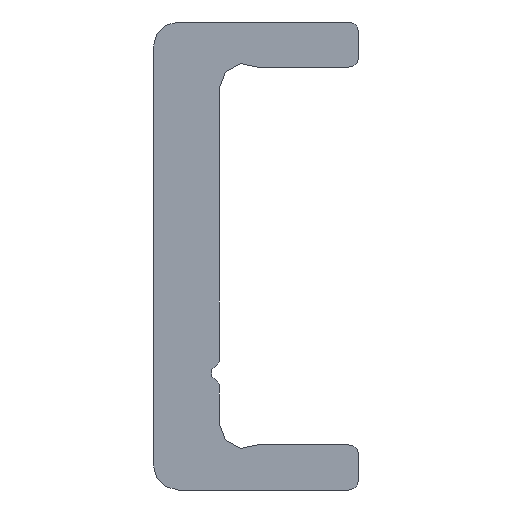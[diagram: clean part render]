
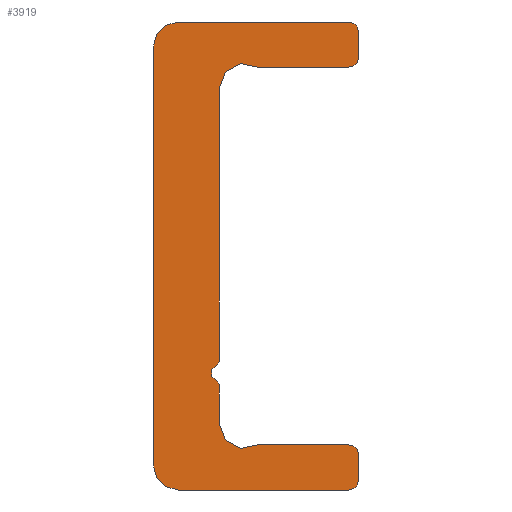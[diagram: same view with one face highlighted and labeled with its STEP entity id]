
A CAD part, left-side view. The second image highlights one B-rep face of the part: STEP entity #3919.
In plain terms, the highlighted planar face has unit normal (-1, 0, 0).
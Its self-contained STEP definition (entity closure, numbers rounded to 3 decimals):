
#3008=CARTESIAN_POINT('',(0.0,-6.15,-13.4));
#3009=VERTEX_POINT('',#3008);
#3016=CARTESIAN_POINT('',(0.0,-5.55,-14.));
#3017=VERTEX_POINT('',#3016);
#3018=CARTESIAN_POINT('',(0.0,-5.55,-13.4));
#3019=DIRECTION('',(1.0,0.0,0.0));
#3020=DIRECTION('',(0.0,-1.0,0.0));
#3021=AXIS2_PLACEMENT_3D('',#3018,#3019,#3020);
#3022=CIRCLE('',#3021,0.6);
#3023=EDGE_CURVE('',#3009,#3017,#3022,.T.);
#3047=CARTESIAN_POINT('',(0.0,-6.15,-11.9));
#3048=VERTEX_POINT('',#3047);
#3055=CARTESIAN_POINT('',(0.0,-6.15,-11.9));
#3056=DIRECTION('',(0.0,0.0,-1.0));
#3057=VECTOR('',#3056,1.5);
#3058=LINE('',#3055,#3057);
#3059=EDGE_CURVE('',#3048,#3009,#3058,.T.);
#3079=CARTESIAN_POINT('',(0.0,-5.55,-11.3));
#3080=VERTEX_POINT('',#3079);
#3087=CARTESIAN_POINT('',(0.0,-5.55,-11.9));
#3088=DIRECTION('',(1.0,0.0,0.0));
#3089=DIRECTION('',(0.0,0.0,1.0));
#3090=AXIS2_PLACEMENT_3D('',#3087,#3088,#3089);
#3091=CIRCLE('',#3090,0.6);
#3092=EDGE_CURVE('',#3080,#3048,#3091,.T.);
#3111=CARTESIAN_POINT('',(0.0,-0.098,-11.3));
#3112=VERTEX_POINT('',#3111);
#3119=CARTESIAN_POINT('',(0.0,-0.098,-11.3));
#3120=DIRECTION('',(0.0,-1.0,0.0));
#3121=VECTOR('',#3120,5.452);
#3122=LINE('',#3119,#3121);
#3123=EDGE_CURVE('',#3112,#3080,#3122,.T.);
#3143=CARTESIAN_POINT('',(0.0,2.2,-10.03));
#3144=VERTEX_POINT('',#3143);
#3151=CARTESIAN_POINT('',(0.0,0.7,-10.03));
#3152=DIRECTION('',(-1.0,0.0,0.0));
#3153=DIRECTION('',(0.0,0.532,0.847));
#3154=AXIS2_PLACEMENT_3D('',#3151,#3152,#3153);
#3155=CIRCLE('',#3154,1.5);
#3156=EDGE_CURVE('',#3144,#3112,#3155,.T.);
#3175=CARTESIAN_POINT('',(0.0,2.2,-7.707));
#3176=VERTEX_POINT('',#3175);
#3183=CARTESIAN_POINT('',(0.0,2.2,-7.707));
#3184=DIRECTION('',(0.0,0.0,-1.0));
#3185=VECTOR('',#3184,2.323);
#3186=LINE('',#3183,#3185);
#3187=EDGE_CURVE('',#3176,#3144,#3186,.T.);
#3207=CARTESIAN_POINT('',(0.0,2.367,-7.471));
#3208=VERTEX_POINT('',#3207);
#3215=CARTESIAN_POINT('',(0.0,2.45,-7.707));
#3216=DIRECTION('',(1.0,0.0,0.0));
#3217=DIRECTION('',(0.0,-0.333,0.943));
#3218=AXIS2_PLACEMENT_3D('',#3215,#3216,#3217);
#3219=CIRCLE('',#3218,0.25);
#3220=EDGE_CURVE('',#3208,#3176,#3219,.T.);
#3240=CARTESIAN_POINT('',(0.0,2.367,-6.529));
#3241=VERTEX_POINT('',#3240);
#3248=CARTESIAN_POINT('',(0.0,2.2,-7.));
#3249=DIRECTION('',(-1.0,0.0,0.0));
#3250=DIRECTION('',(0.0,-0.333,0.943));
#3251=AXIS2_PLACEMENT_3D('',#3248,#3249,#3250);
#3252=CIRCLE('',#3251,0.5);
#3253=EDGE_CURVE('',#3241,#3208,#3252,.T.);
#3273=CARTESIAN_POINT('',(0.0,2.2,-6.293));
#3274=VERTEX_POINT('',#3273);
#3281=CARTESIAN_POINT('',(0.0,2.45,-6.293));
#3282=DIRECTION('',(1.0,0.0,0.0));
#3283=DIRECTION('',(0.0,-1.0,0.0));
#3284=AXIS2_PLACEMENT_3D('',#3281,#3282,#3283);
#3285=CIRCLE('',#3284,0.25);
#3286=EDGE_CURVE('',#3274,#3241,#3285,.T.);
#3305=CARTESIAN_POINT('',(0.0,2.2,10.03));
#3306=VERTEX_POINT('',#3305);
#3313=CARTESIAN_POINT('',(0.0,2.2,10.03));
#3314=DIRECTION('',(0.0,0.0,-1.0));
#3315=VECTOR('',#3314,16.323);
#3316=LINE('',#3313,#3315);
#3317=EDGE_CURVE('',#3306,#3274,#3316,.T.);
#3466=CARTESIAN_POINT('',(0.0,-0.098,11.3));
#3467=VERTEX_POINT('',#3466);
#3474=CARTESIAN_POINT('',(0.0,0.7,10.03));
#3475=DIRECTION('',(-1.0,0.0,0.0));
#3476=DIRECTION('',(0.0,-1.0,0.0));
#3477=AXIS2_PLACEMENT_3D('',#3474,#3475,#3476);
#3478=CIRCLE('',#3477,1.5);
#3479=EDGE_CURVE('',#3467,#3306,#3478,.T.);
#3498=CARTESIAN_POINT('',(0.0,-5.55,11.3));
#3499=VERTEX_POINT('',#3498);
#3506=CARTESIAN_POINT('',(0.0,-5.55,11.3));
#3507=DIRECTION('',(0.0,1.0,0.0));
#3508=VECTOR('',#3507,5.452);
#3509=LINE('',#3506,#3508);
#3510=EDGE_CURVE('',#3499,#3467,#3509,.T.);
#3530=CARTESIAN_POINT('',(0.0,-6.15,11.9));
#3531=VERTEX_POINT('',#3530);
#3538=CARTESIAN_POINT('',(0.0,-5.55,11.9));
#3539=DIRECTION('',(1.0,0.0,0.0));
#3540=DIRECTION('',(0.0,-1.0,0.0));
#3541=AXIS2_PLACEMENT_3D('',#3538,#3539,#3540);
#3542=CIRCLE('',#3541,0.6);
#3543=EDGE_CURVE('',#3531,#3499,#3542,.T.);
#3562=CARTESIAN_POINT('',(0.0,-6.15,13.4));
#3563=VERTEX_POINT('',#3562);
#3570=CARTESIAN_POINT('',(0.0,-6.15,13.4));
#3571=DIRECTION('',(0.0,0.0,-1.0));
#3572=VECTOR('',#3571,1.5);
#3573=LINE('',#3570,#3572);
#3574=EDGE_CURVE('',#3563,#3531,#3573,.T.);
#3594=CARTESIAN_POINT('',(0.0,-5.55,14.));
#3595=VERTEX_POINT('',#3594);
#3602=CARTESIAN_POINT('',(0.0,-5.55,13.4));
#3603=DIRECTION('',(1.0,0.0,0.0));
#3604=DIRECTION('',(0.0,0.0,1.0));
#3605=AXIS2_PLACEMENT_3D('',#3602,#3603,#3604);
#3606=CIRCLE('',#3605,0.6);
#3607=EDGE_CURVE('',#3595,#3563,#3606,.T.);
#3626=CARTESIAN_POINT('',(0.0,4.65,14.));
#3627=VERTEX_POINT('',#3626);
#3634=CARTESIAN_POINT('',(0.0,4.65,14.));
#3635=DIRECTION('',(0.0,-1.0,0.0));
#3636=VECTOR('',#3635,10.2);
#3637=LINE('',#3634,#3636);
#3638=EDGE_CURVE('',#3627,#3595,#3637,.T.);
#3658=CARTESIAN_POINT('',(0.0,6.15,12.5));
#3659=VERTEX_POINT('',#3658);
#3666=CARTESIAN_POINT('',(0.0,4.65,12.5));
#3667=DIRECTION('',(1.0,0.0,0.0));
#3668=DIRECTION('',(0.0,1.0,0.0));
#3669=AXIS2_PLACEMENT_3D('',#3666,#3667,#3668);
#3670=CIRCLE('',#3669,1.5);
#3671=EDGE_CURVE('',#3659,#3627,#3670,.T.);
#3690=CARTESIAN_POINT('',(0.0,6.15,-12.5));
#3691=VERTEX_POINT('',#3690);
#3698=CARTESIAN_POINT('',(0.0,6.15,-12.5));
#3699=DIRECTION('',(0.0,0.0,1.0));
#3700=VECTOR('',#3699,25.);
#3701=LINE('',#3698,#3700);
#3702=EDGE_CURVE('',#3691,#3659,#3701,.T.);
#3851=CARTESIAN_POINT('',(0.0,4.65,-14.));
#3852=VERTEX_POINT('',#3851);
#3859=CARTESIAN_POINT('',(0.0,4.65,-12.5));
#3860=DIRECTION('',(1.0,0.0,0.0));
#3861=DIRECTION('',(0.0,0.0,-1.0));
#3862=AXIS2_PLACEMENT_3D('',#3859,#3860,#3861);
#3863=CIRCLE('',#3862,1.5);
#3864=EDGE_CURVE('',#3852,#3691,#3863,.T.);
#3882=CARTESIAN_POINT('',(0.0,-5.55,-14.));
#3883=DIRECTION('',(0.0,1.0,0.0));
#3884=VECTOR('',#3883,10.2);
#3885=LINE('',#3882,#3884);
#3886=EDGE_CURVE('',#3017,#3852,#3885,.T.);
#3892=CARTESIAN_POINT('',(0.0,1.616,-0.032));
#3893=DIRECTION('',(1.0,0.0,0.0));
#3894=DIRECTION('',(0.0,0.0,-1.0));
#3895=AXIS2_PLACEMENT_3D('',#3892,#3893,#3894);
#3896=PLANE('',#3895);
#3897=ORIENTED_EDGE('',*,*,#3886,.F.);
#3898=ORIENTED_EDGE('',*,*,#3023,.F.);
#3899=ORIENTED_EDGE('',*,*,#3059,.F.);
#3900=ORIENTED_EDGE('',*,*,#3092,.F.);
#3901=ORIENTED_EDGE('',*,*,#3123,.F.);
#3902=ORIENTED_EDGE('',*,*,#3156,.F.);
#3903=ORIENTED_EDGE('',*,*,#3187,.F.);
#3904=ORIENTED_EDGE('',*,*,#3220,.F.);
#3905=ORIENTED_EDGE('',*,*,#3253,.F.);
#3906=ORIENTED_EDGE('',*,*,#3286,.F.);
#3907=ORIENTED_EDGE('',*,*,#3317,.F.);
#3908=ORIENTED_EDGE('',*,*,#3479,.F.);
#3909=ORIENTED_EDGE('',*,*,#3510,.F.);
#3910=ORIENTED_EDGE('',*,*,#3543,.F.);
#3911=ORIENTED_EDGE('',*,*,#3574,.F.);
#3912=ORIENTED_EDGE('',*,*,#3607,.F.);
#3913=ORIENTED_EDGE('',*,*,#3638,.F.);
#3914=ORIENTED_EDGE('',*,*,#3671,.F.);
#3915=ORIENTED_EDGE('',*,*,#3702,.F.);
#3916=ORIENTED_EDGE('',*,*,#3864,.F.);
#3917=EDGE_LOOP('',(#3897,#3898,#3899,#3900,#3901,#3902,#3903,#3904,#3905,#3906,#3907,#3908,#3909,#3910,#3911,#3912,#3913,#3914,#3915,#3916));
#3918=FACE_OUTER_BOUND('',#3917,.T.);
#3919=ADVANCED_FACE('',(#3918),#3896,.F.);
